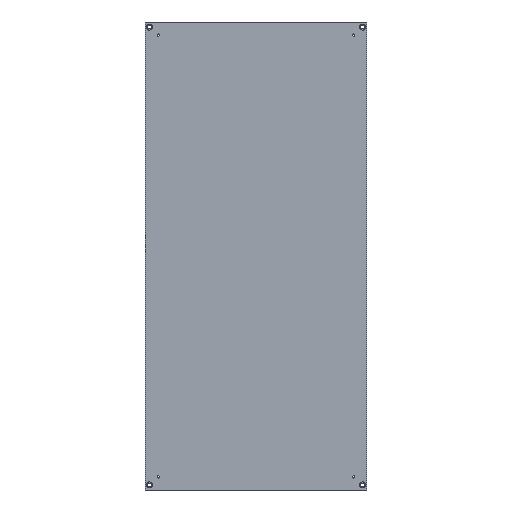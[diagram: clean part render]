
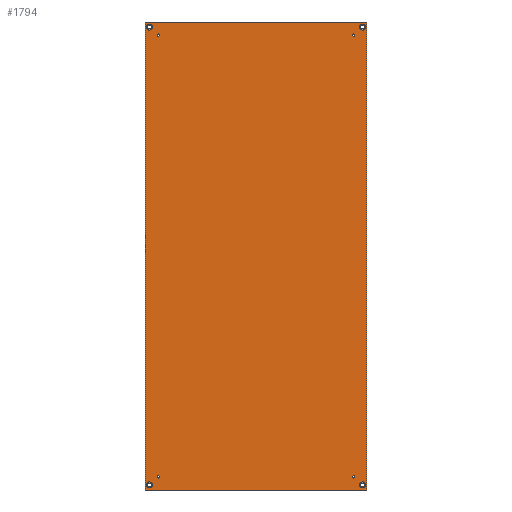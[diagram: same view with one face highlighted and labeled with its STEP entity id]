
A CAD part, front view. The second image highlights one B-rep face of the part: STEP entity #1794.
In plain terms, the highlighted planar face has unit normal (0, -1, 0).
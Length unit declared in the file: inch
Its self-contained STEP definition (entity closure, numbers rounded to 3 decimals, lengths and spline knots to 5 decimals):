
#30 = VERTEX_POINT ( 'NONE', #233 ) ;
#72 = DIRECTION ( 'NONE',  ( 0., 0., 1. ) ) ;
#85 = DIRECTION ( 'NONE',  ( 0., 0., 1. ) ) ;
#95 = DIRECTION ( 'NONE',  ( 0., 0., -1. ) ) ;
#120 = CARTESIAN_POINT ( 'NONE',  ( -17.51969, -0.09843, -37.00787 ) ) ;
#125 = VERTEX_POINT ( 'NONE', #1073 ) ;
#131 = CIRCLE ( 'NONE', #743, 0.17717 ) ;
#143 = VECTOR ( 'NONE', #579, 39.37008 ) ;
#146 = CIRCLE ( 'NONE', #614, 0.47244 ) ;
#233 = CARTESIAN_POINT ( 'NONE',  ( -17.51969, -0.09843, 37.00787 ) ) ;
#243 = EDGE_LOOP ( 'NONE', ( #771 ) ) ;
#263 = CARTESIAN_POINT ( 'NONE',  ( 15.45268, -0.09843, -34.94087 ) ) ;
#265 = DIRECTION ( 'NONE',  ( 0., -1., 0. ) ) ;
#297 = FACE_BOUND ( 'NONE', #1137, .T. ) ;
#315 = VERTEX_POINT ( 'NONE', #1050 ) ;
#348 = ORIENTED_EDGE ( 'NONE', *, *, #1796, .F. ) ;
#358 = CIRCLE ( 'NONE', #1361, 0.17717 ) ;
#401 = CIRCLE ( 'NONE', #1743, 0.17717 ) ;
#425 = EDGE_LOOP ( 'NONE', ( #577 ) ) ;
#442 = ORIENTED_EDGE ( 'NONE', *, *, #778, .F. ) ;
#462 = VERTEX_POINT ( 'NONE', #635 ) ;
#463 = DIRECTION ( 'NONE',  ( 0., 1., 0. ) ) ;
#474 = FACE_BOUND ( 'NONE', #617, .T. ) ;
#483 = ORIENTED_EDGE ( 'NONE', *, *, #519, .F. ) ;
#519 = EDGE_CURVE ( 'NONE', #1456, #1428, #1132, .T. ) ;
#574 = CARTESIAN_POINT ( 'NONE',  ( 16.85031, -0.09843, 36.67315 ) ) ;
#577 = ORIENTED_EDGE ( 'NONE', *, *, #2275, .F. ) ;
#579 = DIRECTION ( 'NONE',  ( -1., 0., 0. ) ) ;
#614 = AXIS2_PLACEMENT_3D ( 'NONE', #1680, #1471, #767 ) ;
#617 = EDGE_LOOP ( 'NONE', ( #927 ) ) ;
#628 = EDGE_CURVE ( 'NONE', #462, #1456, #1758, .T. ) ;
#634 = CIRCLE ( 'NONE', #1548, 0.47244 ) ;
#635 = CARTESIAN_POINT ( 'NONE',  ( 17.51969, -0.09843, 37.00787 ) ) ;
#638 = CARTESIAN_POINT ( 'NONE',  ( -17.51969, -0.09843, 0. ) ) ;
#650 = FACE_BOUND ( 'NONE', #425, .T. ) ;
#688 = DIRECTION ( 'NONE',  ( 0., 0., -1. ) ) ;
#695 = CARTESIAN_POINT ( 'NONE',  ( 17.51969, -0.09843, -37.00787 ) ) ;
#703 = AXIS2_PLACEMENT_3D ( 'NONE', #895, #2328, #851 ) ;
#716 = DIRECTION ( 'NONE',  ( 0., 0., 1. ) ) ;
#739 = ORIENTED_EDGE ( 'NONE', *, *, #1914, .F. ) ;
#743 = AXIS2_PLACEMENT_3D ( 'NONE', #2075, #986, #95 ) ;
#767 = DIRECTION ( 'NONE',  ( 0., 0., 1. ) ) ;
#771 = ORIENTED_EDGE ( 'NONE', *, *, #1285, .F. ) ;
#778 = EDGE_CURVE ( 'NONE', #1937, #1937, #146, .T. ) ;
#796 = DIRECTION ( 'NONE',  ( 0., 0., 1. ) ) ;
#804 = DIRECTION ( 'NONE',  ( 1., 0., 0. ) ) ;
#814 = DIRECTION ( 'NONE',  ( 0., 0., -1. ) ) ;
#838 = DIRECTION ( 'NONE',  ( 0., -1., 0. ) ) ;
#851 = DIRECTION ( 'NONE',  ( 0., 0., -1. ) ) ;
#889 = DIRECTION ( 'NONE',  ( 0., 0., -1. ) ) ;
#892 = CIRCLE ( 'NONE', #2231, 0.47244 ) ;
#895 = CARTESIAN_POINT ( 'NONE',  ( -15.45268, -0.09843, -34.94087 ) ) ;
#927 = ORIENTED_EDGE ( 'NONE', *, *, #1729, .F. ) ;
#970 = CARTESIAN_POINT ( 'NONE',  ( 0., -0.09843, 37.00787 ) ) ;
#986 = DIRECTION ( 'NONE',  ( 0., -1., 0. ) ) ;
#996 = LINE ( 'NONE', #970, #1395 ) ;
#1006 = EDGE_LOOP ( 'NONE', ( #1941 ) ) ;
#1007 = FACE_OUTER_BOUND ( 'NONE', #1907, .T. ) ;
#1013 = CIRCLE ( 'NONE', #703, 0.17717 ) ;
#1031 = FACE_BOUND ( 'NONE', #1006, .T. ) ;
#1050 = CARTESIAN_POINT ( 'NONE',  ( 16.85031, -0.09843, -35.72827 ) ) ;
#1062 = CARTESIAN_POINT ( 'NONE',  ( 15.45268, -0.09843, 34.7637 ) ) ;
#1073 = CARTESIAN_POINT ( 'NONE',  ( -16.85031, -0.09843, 36.67315 ) ) ;
#1108 = EDGE_LOOP ( 'NONE', ( #739 ) ) ;
#1132 = LINE ( 'NONE', #2215, #143 ) ;
#1137 = EDGE_LOOP ( 'NONE', ( #1162 ) ) ;
#1162 = ORIENTED_EDGE ( 'NONE', *, *, #1955, .F. ) ;
#1163 = FACE_BOUND ( 'NONE', #1211, .T. ) ;
#1189 = EDGE_LOOP ( 'NONE', ( #1474 ) ) ;
#1197 = EDGE_CURVE ( 'NONE', #1769, #1769, #401, .T. ) ;
#1199 = LINE ( 'NONE', #638, #1927 ) ;
#1206 = CARTESIAN_POINT ( 'NONE',  ( 17.51969, -0.09843, 0. ) ) ;
#1211 = EDGE_LOOP ( 'NONE', ( #442 ) ) ;
#1285 = EDGE_CURVE ( 'NONE', #125, #125, #634, .T. ) ;
#1361 = AXIS2_PLACEMENT_3D ( 'NONE', #263, #838, #814 ) ;
#1383 = PLANE ( 'NONE',  #1628 ) ;
#1395 = VECTOR ( 'NONE', #804, 39.37008 ) ;
#1404 = CARTESIAN_POINT ( 'NONE',  ( 16.85031, -0.09843, 36.20071 ) ) ;
#1412 = VERTEX_POINT ( 'NONE', #2136 ) ;
#1428 = VERTEX_POINT ( 'NONE', #120 ) ;
#1436 = CARTESIAN_POINT ( 'NONE',  ( -15.45268, -0.09843, -35.11803 ) ) ;
#1446 = CARTESIAN_POINT ( 'NONE',  ( 15.45268, -0.09843, 34.94087 ) ) ;
#1456 = VERTEX_POINT ( 'NONE', #695 ) ;
#1471 = DIRECTION ( 'NONE',  ( 0., -1., 0. ) ) ;
#1474 = ORIENTED_EDGE ( 'NONE', *, *, #1834, .F. ) ;
#1514 = CIRCLE ( 'NONE', #2004, 0.47244 ) ;
#1548 = AXIS2_PLACEMENT_3D ( 'NONE', #1733, #2069, #85 ) ;
#1549 = FACE_BOUND ( 'NONE', #243, .T. ) ;
#1573 = FACE_BOUND ( 'NONE', #1108, .T. ) ;
#1628 = AXIS2_PLACEMENT_3D ( 'NONE', #2107, #463, #1894 ) ;
#1680 = CARTESIAN_POINT ( 'NONE',  ( -16.85031, -0.09843, -36.20071 ) ) ;
#1729 = EDGE_CURVE ( 'NONE', #1412, #1412, #131, .T. ) ;
#1733 = CARTESIAN_POINT ( 'NONE',  ( -16.85031, -0.09843, 36.20071 ) ) ;
#1743 = AXIS2_PLACEMENT_3D ( 'NONE', #1446, #2179, #889 ) ;
#1758 = LINE ( 'NONE', #1206, #2285 ) ;
#1769 = VERTEX_POINT ( 'NONE', #1062 ) ;
#1780 = VERTEX_POINT ( 'NONE', #1436 ) ;
#1794 = ADVANCED_FACE ( 'NONE', ( #650, #1163, #1573, #297, #1031, #1549, #474, #2272, #1007 ), #1383, .F. ) ;
#1796 = EDGE_CURVE ( 'NONE', #1428, #30, #1199, .T. ) ;
#1834 = EDGE_CURVE ( 'NONE', #315, #315, #892, .T. ) ;
#1894 = DIRECTION ( 'NONE',  ( 0., 0., 1. ) ) ;
#1905 = CARTESIAN_POINT ( 'NONE',  ( 16.85031, -0.09843, -36.20071 ) ) ;
#1907 = EDGE_LOOP ( 'NONE', ( #2177, #1938, #348, #483 ) ) ;
#1914 = EDGE_CURVE ( 'NONE', #1780, #1780, #1013, .T. ) ;
#1927 = VECTOR ( 'NONE', #72, 39.37008 ) ;
#1937 = VERTEX_POINT ( 'NONE', #2325 ) ;
#1938 = ORIENTED_EDGE ( 'NONE', *, *, #2169, .F. ) ;
#1941 = ORIENTED_EDGE ( 'NONE', *, *, #1197, .F. ) ;
#1955 = EDGE_CURVE ( 'NONE', #2222, #2222, #1514, .T. ) ;
#1995 = CARTESIAN_POINT ( 'NONE',  ( 15.45268, -0.09843, -35.11803 ) ) ;
#2004 = AXIS2_PLACEMENT_3D ( 'NONE', #1404, #2353, #716 ) ;
#2069 = DIRECTION ( 'NONE',  ( 0., -1., 0. ) ) ;
#2075 = CARTESIAN_POINT ( 'NONE',  ( -15.45268, -0.09843, 34.94087 ) ) ;
#2107 = CARTESIAN_POINT ( 'NONE',  ( 0., -0.09843, 0. ) ) ;
#2136 = CARTESIAN_POINT ( 'NONE',  ( -15.45268, -0.09843, 34.7637 ) ) ;
#2169 = EDGE_CURVE ( 'NONE', #30, #462, #996, .T. ) ;
#2177 = ORIENTED_EDGE ( 'NONE', *, *, #628, .F. ) ;
#2179 = DIRECTION ( 'NONE',  ( 0., -1., 0. ) ) ;
#2196 = VERTEX_POINT ( 'NONE', #1995 ) ;
#2215 = CARTESIAN_POINT ( 'NONE',  ( 0., -0.09843, -37.00787 ) ) ;
#2222 = VERTEX_POINT ( 'NONE', #574 ) ;
#2231 = AXIS2_PLACEMENT_3D ( 'NONE', #1905, #265, #796 ) ;
#2272 = FACE_BOUND ( 'NONE', #1189, .T. ) ;
#2275 = EDGE_CURVE ( 'NONE', #2196, #2196, #358, .T. ) ;
#2285 = VECTOR ( 'NONE', #688, 39.37008 ) ;
#2325 = CARTESIAN_POINT ( 'NONE',  ( -16.85031, -0.09843, -35.72827 ) ) ;
#2328 = DIRECTION ( 'NONE',  ( 0., -1., 0. ) ) ;
#2353 = DIRECTION ( 'NONE',  ( 0., -1., 0. ) ) ;
